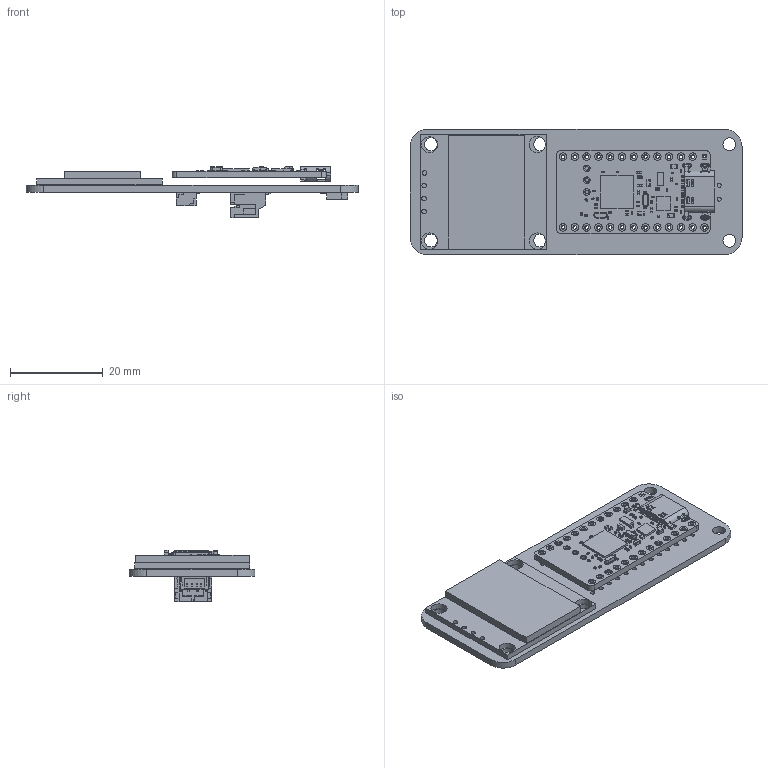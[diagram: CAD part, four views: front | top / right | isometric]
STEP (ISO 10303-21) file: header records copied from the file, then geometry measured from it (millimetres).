
FILE_DESCRIPTION(('KiCad electronic assembly'),'2;1');
FILE_NAME('c7k90.step','2025-04-12T17:07:24',('Pcbnew'),( 'Kicad'),'Open CASCADE STEP processor 7.8','KiCad to STEP converter' ,'Unknown');
FILE_SCHEMA(('AUTOMOTIVE_DESIGN { 1 0 10303 214 1 1 1 1 }'));
Length unit declared in the file: millimetre
Products named in the file (21): nicenano-breakout 1; oled-ssd1306; Body; nice!nano v2; nice!nano v1.0; mcu-chip-ic-2set-leg v1; LED_0603_1608Metric_ON v1; LED_0603_1608Metric_ON v1(Mirror); Crystal Oscillator v3; Crystal Oscillator v3 (1); usb4520-03-0-a v1; C0201 v1; C0402 v1; 0603 v1; COMPOUND; SPARKFUN_QWIIC_RIGHT_ANGLE; slide-switch-smt-mskt-12c03-Part; S2B-PH-SM4-TB; c7k90_PCB
Assembly tree (54 placements, depth 3):
  nicenano-breakout 1
    oled-ssd1306
      Body
    nice!nano v2
      nice!nano v1.0
      mcu-chip-ic-2set-leg v1
      LED_0603_1608Metric_ON v1
      LED_0603_1608Metric_ON v1(Mirror)
      Crystal Oscillator v3
      Crystal Oscillator v3 (1)
      usb4520-03-0-a v1
      C0201 v1  x21
      C0402 v1  x8
      0603 v1  x2
      C0201 v1  x7
      COMPOUND
    SPARKFUN_QWIIC_RIGHT_ANGLE
    slide-switch-smt-mskt-12c03-Part
      Body
    S2B-PH-SM4-TB
    c7k90_PCB
Bounding box: 71.54 x 27.13 x 11.18 mm (x, y, z)
Volume: 5373.2 mm3; surface area: 9030.7 mm2
Topology: 162 solids, 162 shells, 3804 faces, 9469 edges, 5580 vertices
Faces by surface type: plane 1684, cylinder 1518, sphere 304, bspline 242, torus 28, cone 28
Full cylindrical faces by diameter (mm): 0.107 x4, 0.35 x1, 0.375 x4, 0.762 x2, 0.8 x28, 0.9 x2, 0.914 x24, 1 x8, 1.4 x3, 1.405 x3, 1.6 x50, 2.75 x6, 3.5 x4
Entity records: 64050 total; most frequent: CARTESIAN_POINT 13719, DIRECTION 9489, ORIENTED_EDGE 9434, EDGE_CURVE 4717, LINE 3419, VECTOR 3419, AXIS2_PLACEMENT_3D 3035, VERTEX_POINT 3024
